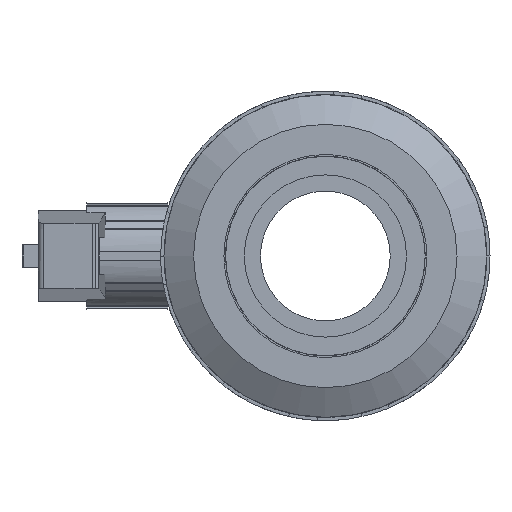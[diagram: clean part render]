
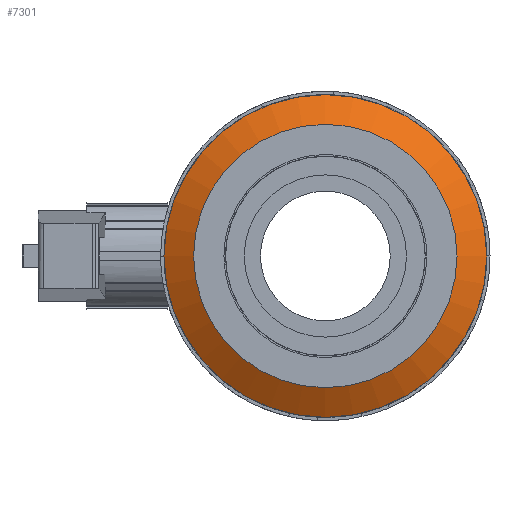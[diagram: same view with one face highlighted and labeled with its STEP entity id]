
A CAD part, left-side view. The second image highlights one B-rep face of the part: STEP entity #7301.
In plain terms, the highlighted conical face has half-angle 60 degrees and reference radius 45.675 mm.
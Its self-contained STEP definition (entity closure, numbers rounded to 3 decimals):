
#14=CONICAL_SURFACE('',#7852,45.675,1.047);
#213=CIRCLE('',#7853,49.735);
#214=CIRCLE('',#7854,40.6);
#769=FACE_OUTER_BOUND('',#1171,.T.);
#1171=EDGE_LOOP('',(#5405,#5406,#5407,#5408));
#1719=LINE('',#12024,#2458);
#2458=VECTOR('',#8925,45.675);
#3393=VERTEX_POINT('',#12021);
#3394=VERTEX_POINT('',#12023);
#4178=EDGE_CURVE('',#3393,#3393,#213,.T.);
#4179=EDGE_CURVE('',#3393,#3394,#1719,.T.);
#4180=EDGE_CURVE('',#3394,#3394,#214,.T.);
#5405=ORIENTED_EDGE('',*,*,#4178,.T.);
#5406=ORIENTED_EDGE('',*,*,#4179,.T.);
#5407=ORIENTED_EDGE('',*,*,#4180,.F.);
#5408=ORIENTED_EDGE('',*,*,#4179,.F.);
#7301=ADVANCED_FACE('',(#769),#14,.T.);
#7852=AXIS2_PLACEMENT_3D('',#12020,#8921,#8922);
#7853=AXIS2_PLACEMENT_3D('',#12022,#8923,#8924);
#7854=AXIS2_PLACEMENT_3D('',#12025,#8926,#8927);
#8921=DIRECTION('center_axis',(1.,0.,0.));
#8922=DIRECTION('ref_axis',(0.,1.,0.));
#8923=DIRECTION('center_axis',(-1.,0.,0.));
#8924=DIRECTION('ref_axis',(0.,1.,0.));
#8925=DIRECTION('',(-0.5,0.866,0.));
#8926=DIRECTION('center_axis',(-1.,0.,0.));
#8927=DIRECTION('ref_axis',(0.,1.,0.));
#12020=CARTESIAN_POINT('Origin',(-49.062,0.,0.));
#12021=CARTESIAN_POINT('',(-46.718,-49.735,0.));
#12022=CARTESIAN_POINT('Origin',(-46.718,0.,0.));
#12023=CARTESIAN_POINT('',(-51.992,-40.6,0.));
#12024=CARTESIAN_POINT('',(-49.062,-45.675,0.));
#12025=CARTESIAN_POINT('Origin',(-51.992,0.,0.));
